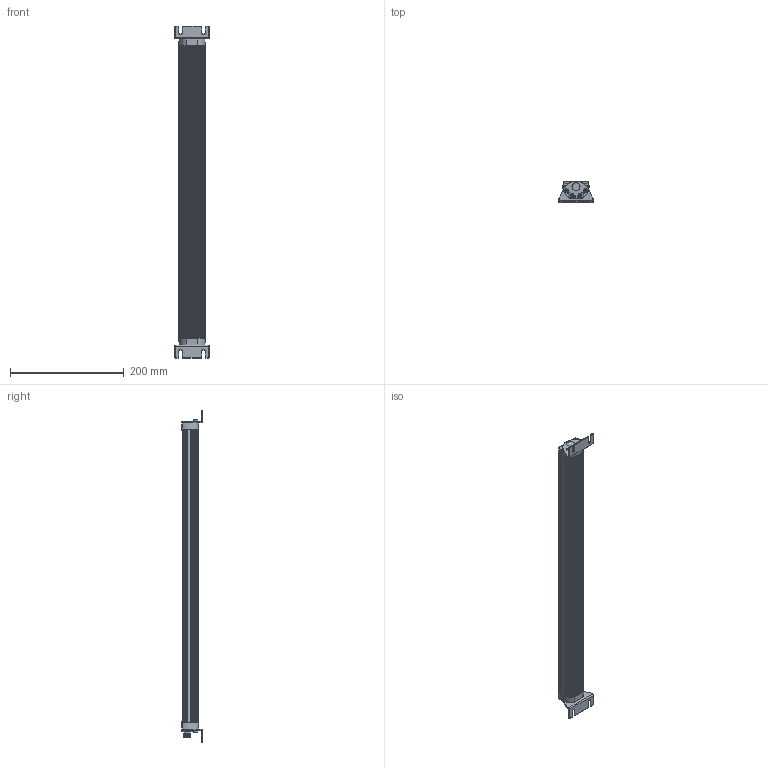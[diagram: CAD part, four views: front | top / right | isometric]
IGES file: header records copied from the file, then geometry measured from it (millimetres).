
Global section: file name: MB-R-540; native system: Autodesk Inventor 2022; preprocessor: unknown; author: S. Sandt; organization: di-soric GmbH & Co. KG; date: 20220208.101922; units: millimetre
Bounding box: 60 x 37.07 x 585.01 mm (x, y, z)
Volume: 599414.2 mm3; surface area: 170120.6 mm2
Topology: 17 solids, 18 shells, 695 faces, 1839 edges, 1210 vertices
Faces by surface type: bspline 695
